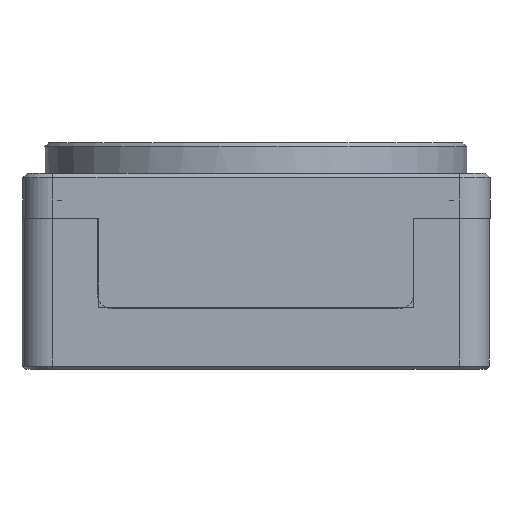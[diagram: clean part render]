
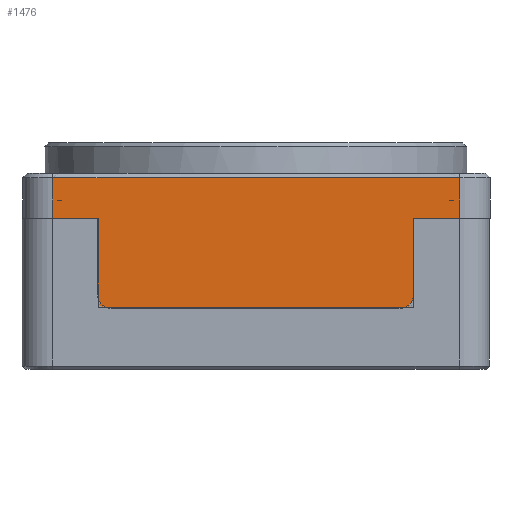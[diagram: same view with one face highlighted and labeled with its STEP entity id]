
A CAD part, left-side view. The second image highlights one B-rep face of the part: STEP entity #1476.
In plain terms, the highlighted planar face has unit normal (-1, 0, 0).
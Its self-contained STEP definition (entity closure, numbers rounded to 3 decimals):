
#1177=FACE_OUTER_BOUND('',#3244,.T.);
#1476=ADVANCED_FACE('',(#1177),#1771,.T.);
#1771=PLANE('',#7431);
#2035=LINE('',#10690,#2417);
#2042=LINE('',#10725,#2424);
#2043=LINE('',#10728,#2425);
#2044=LINE('',#10730,#2426);
#2045=LINE('',#10732,#2427);
#2046=LINE('',#10734,#2428);
#2047=LINE('',#10736,#2429);
#2048=LINE('',#10737,#2430);
#2417=VECTOR('',#8694,1.);
#2424=VECTOR('',#8721,1.);
#2425=VECTOR('',#8722,1.);
#2426=VECTOR('',#8723,1.);
#2427=VECTOR('',#8724,1.);
#2428=VECTOR('',#8725,1.);
#2429=VECTOR('',#8726,1.);
#2430=VECTOR('',#8727,1.);
#3244=EDGE_LOOP('',(#4285,#4286,#4287,#4288,#4289,#4290,#4291,#4292));
#4285=ORIENTED_EDGE('',*,*,#6241,.T.);
#4286=ORIENTED_EDGE('',*,*,#6242,.T.);
#4287=ORIENTED_EDGE('',*,*,#6243,.T.);
#4288=ORIENTED_EDGE('',*,*,#6244,.F.);
#4289=ORIENTED_EDGE('',*,*,#6245,.F.);
#4290=ORIENTED_EDGE('',*,*,#6246,.F.);
#4291=ORIENTED_EDGE('',*,*,#6226,.T.);
#4292=ORIENTED_EDGE('',*,*,#6247,.F.);
#5526=VERTEX_POINT('',#10689);
#5527=VERTEX_POINT('',#10691);
#5537=VERTEX_POINT('',#10726);
#5538=VERTEX_POINT('',#10727);
#5539=VERTEX_POINT('',#10729);
#5540=VERTEX_POINT('',#10731);
#5541=VERTEX_POINT('',#10733);
#5542=VERTEX_POINT('',#10735);
#6226=EDGE_CURVE('',#5527,#5526,#2035,.T.);
#6241=EDGE_CURVE('',#5537,#5538,#2042,.T.);
#6242=EDGE_CURVE('',#5538,#5539,#2043,.T.);
#6243=EDGE_CURVE('',#5539,#5540,#2044,.T.);
#6244=EDGE_CURVE('',#5541,#5540,#2045,.T.);
#6245=EDGE_CURVE('',#5542,#5541,#2046,.T.);
#6246=EDGE_CURVE('',#5527,#5542,#2047,.T.);
#6247=EDGE_CURVE('',#5537,#5526,#2048,.T.);
#7431=AXIS2_PLACEMENT_3D('',#10738,#8728,#8729);
#8694=DIRECTION('',(0.,0.,1.));
#8721=DIRECTION('',(0.,0.,1.));
#8722=DIRECTION('',(0.,1.,0.));
#8723=DIRECTION('',(0.,0.,-1.));
#8724=DIRECTION('',(0.,1.,0.));
#8725=DIRECTION('',(0.,0.,1.));
#8726=DIRECTION('',(0.,1.,0.));
#8727=DIRECTION('',(0.,1.,0.));
#8728=DIRECTION('',(-1.,0.,0.));
#8729=DIRECTION('',(0.,-1.,0.));
#10689=CARTESIAN_POINT('',(-15.,-10.45,0.));
#10690=CARTESIAN_POINT('',(-15.,-10.45,-5.9));
#10691=CARTESIAN_POINT('',(-15.,-10.45,-5.9));
#10725=CARTESIAN_POINT('',(-15.,-13.55,3.));
#10726=CARTESIAN_POINT('',(-15.,-13.55,0.));
#10727=CARTESIAN_POINT('',(-15.,-13.55,2.7));
#10728=CARTESIAN_POINT('',(-15.,13.45,2.7));
#10729=CARTESIAN_POINT('',(-15.,13.45,2.7));
#10730=CARTESIAN_POINT('',(-15.,13.45,3.));
#10731=CARTESIAN_POINT('',(-15.,13.45,0.));
#10732=CARTESIAN_POINT('',(-15.,-15.55,0.));
#10733=CARTESIAN_POINT('',(-15.,10.45,0.));
#10734=CARTESIAN_POINT('',(-15.,10.45,-5.9));
#10735=CARTESIAN_POINT('',(-15.,10.45,-5.9));
#10736=CARTESIAN_POINT('',(-15.,-10.45,-5.9));
#10737=CARTESIAN_POINT('',(-15.,-15.55,0.));
#10738=CARTESIAN_POINT('',(-15.,-15.55,3.));
